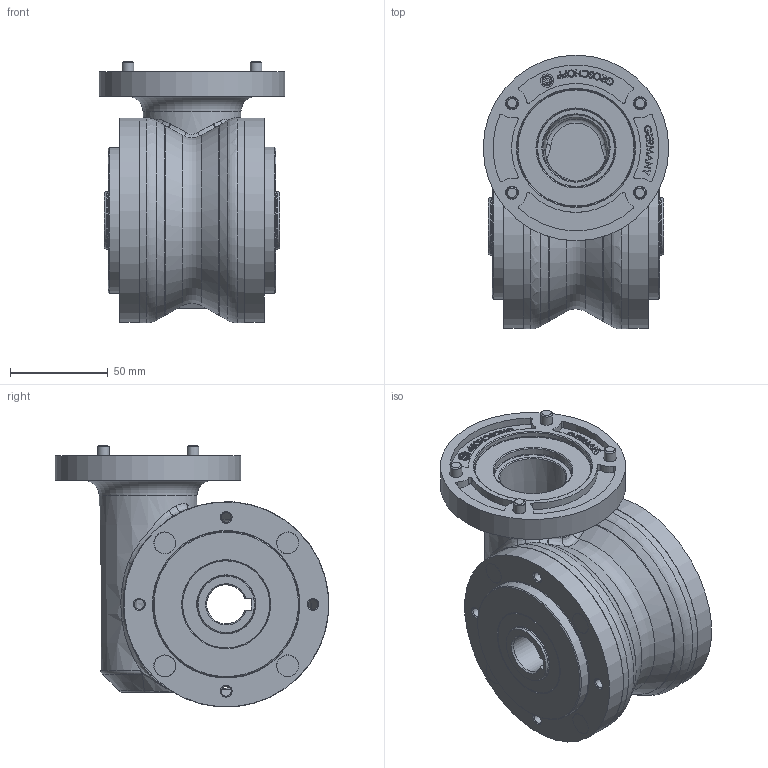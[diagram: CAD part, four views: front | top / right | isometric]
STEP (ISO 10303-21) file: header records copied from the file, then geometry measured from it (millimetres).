
FILE_DESCRIPTION (( 'STEP AP214' ), '1' );
FILE_NAME ('Getriebe VES40-D-H-X-+-2340992.STEP', '2018-01-18T14:03:43', ( 'hhelten' ), ( 'Microsoft' ), 'SwSTEP 2.0', 'SolidWorks 2017', '' );
FILE_SCHEMA (( 'AUTOMOTIVE_DESIGN' ));
Length unit declared in the file: millimetre
Products named in the file (1): Getriebe VES40-D-H-X-+-2340992
Bounding box: 95 x 139.98 x 133.96 mm (x, y, z)
Surface area: 87129.3 mm2 (no closed solid volume)
Topology: 0 solids, 23 shells, 350 faces, 1165 edges, 815 vertices
Faces by surface type: plane 134, bspline 97, cylinder 72, cone 30, torus 17
Full cylindrical faces by diameter (mm): 5 x8, 6 x4, 6.6 x4, 29.96 x2, 30.2 x2, 40 x1, 44.6 x2, 45 x2, 60 x1, 75 x2, 95 x1, 105 x2
Entity records: 22312 total; most frequent: CARTESIAN_POINT 9368, ORIENTED_EDGE 1748, DIRECTION 1619, EDGE_CURVE 1083, VERTEX_POINT 798, AXIS2_PLACEMENT_3D 558, LINE 503, VECTOR 503
